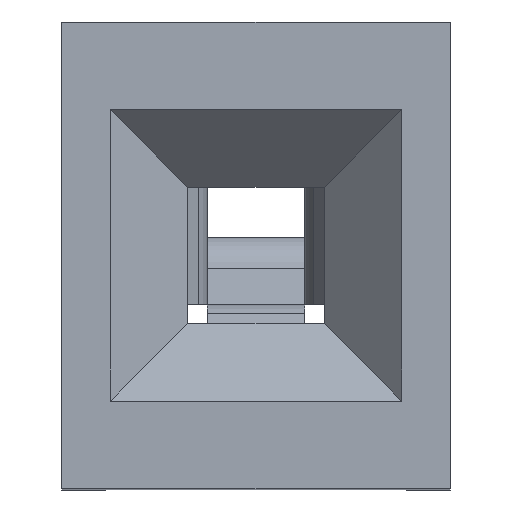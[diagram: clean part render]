
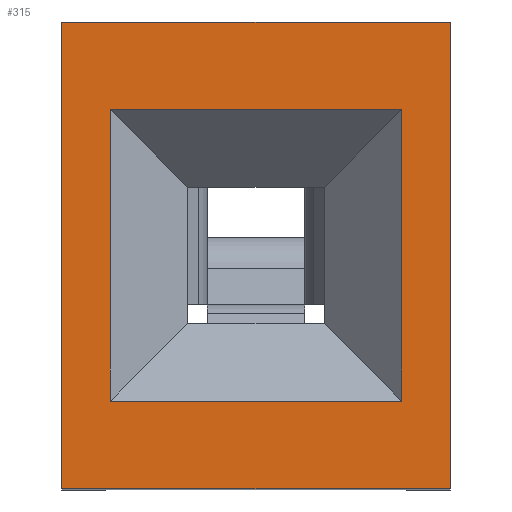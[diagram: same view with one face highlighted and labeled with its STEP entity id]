
A CAD part, top view. The second image highlights one B-rep face of the part: STEP entity #315.
In plain terms, the highlighted planar face has unit normal (0, 0, 1).
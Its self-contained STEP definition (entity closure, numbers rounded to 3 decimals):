
#315=ADVANCED_FACE('',(#1096,#1098),#1100,.T.);
#1096=FACE_BOUND('',#1097,.T.);
#1097=EDGE_LOOP('',(#1683,#1684,#1685,#1686));
#1098=FACE_BOUND('',#1099,.T.);
#1099=EDGE_LOOP('',(#1687,#1688,#1689,#1690));
#1100=PLANE('',#1101);
#1101=AXIS2_PLACEMENT_3D('',#1102,#1103,#1104);
#1102=CARTESIAN_POINT('',(0.,0.,4.3));
#1103=DIRECTION('',(0.,0.,1.));
#1104=DIRECTION('',(1.,0.,0.));
#1683=ORIENTED_EDGE('',*,*,#2090,.T.);
#1684=ORIENTED_EDGE('',*,*,#2077,.T.);
#1685=ORIENTED_EDGE('',*,*,#2092,.T.);
#1686=ORIENTED_EDGE('',*,*,#2071,.T.);
#1687=ORIENTED_EDGE('',*,*,#2093,.T.);
#1688=ORIENTED_EDGE('',*,*,#2094,.T.);
#1689=ORIENTED_EDGE('',*,*,#2095,.T.);
#1690=ORIENTED_EDGE('',*,*,#2096,.T.);
#2071=EDGE_CURVE('',#2347,#2345,#2348,.T.);
#2077=EDGE_CURVE('',#2355,#2353,#2356,.T.);
#2090=EDGE_CURVE('',#2345,#2355,#2373,.T.);
#2092=EDGE_CURVE('',#2353,#2347,#2375,.T.);
#2093=EDGE_CURVE('',#2376,#2377,#2378,.F.);
#2094=EDGE_CURVE('',#2377,#2379,#2380,.F.);
#2095=EDGE_CURVE('',#2379,#2381,#2382,.F.);
#2096=EDGE_CURVE('',#2381,#2376,#2383,.F.);
#2345=VERTEX_POINT('',#2824);
#2347=VERTEX_POINT('',#2828);
#2348=LINE('',#2829,#2830);
#2353=VERTEX_POINT('',#2844);
#2355=VERTEX_POINT('',#2848);
#2356=LINE('',#2849,#2850);
#2373=LINE('',#2892,#2893);
#2375=LINE('',#2898,#2899);
#2376=VERTEX_POINT('',#2901);
#2377=VERTEX_POINT('',#2902);
#2378=LINE('',#2903,#2904);
#2379=VERTEX_POINT('',#2906);
#2380=LINE('',#2907,#2908);
#2381=VERTEX_POINT('',#2910);
#2382=LINE('',#2911,#2912);
#2383=LINE('',#2914,#2915);
#2824=CARTESIAN_POINT('',(1.,1.2,4.3));
#2828=CARTESIAN_POINT('',(1.,-1.2,4.3));
#2829=CARTESIAN_POINT('',(1.,-1.2,4.3));
#2830=VECTOR('',#2831,1.);
#2831=DIRECTION('',(0.,1.,0.));
#2844=CARTESIAN_POINT('',(-1.,-1.2,4.3));
#2848=CARTESIAN_POINT('',(-1.,1.2,4.3));
#2849=CARTESIAN_POINT('',(-1.,1.2,4.3));
#2850=VECTOR('',#2851,1.);
#2851=DIRECTION('',(0.,-1.,0.));
#2892=CARTESIAN_POINT('',(1.,1.2,4.3));
#2893=VECTOR('',#2894,1.);
#2894=DIRECTION('',(-1.,0.,0.));
#2898=CARTESIAN_POINT('',(-1.,-1.2,4.3));
#2899=VECTOR('',#2900,1.);
#2900=DIRECTION('',(1.,0.,0.));
#2901=CARTESIAN_POINT('',(-0.75,0.75,4.3));
#2902=CARTESIAN_POINT('',(0.75,0.75,4.3));
#2903=CARTESIAN_POINT('',(0.75,0.75,4.3));
#2904=VECTOR('',#2905,1.);
#2905=DIRECTION('',(-1.,0.,0.));
#2906=CARTESIAN_POINT('',(0.75,-0.75,4.3));
#2907=CARTESIAN_POINT('',(0.75,-0.75,4.3));
#2908=VECTOR('',#2909,1.);
#2909=DIRECTION('',(0.,1.,0.));
#2910=CARTESIAN_POINT('',(-0.75,-0.75,4.3));
#2911=CARTESIAN_POINT('',(-0.75,-0.75,4.3));
#2912=VECTOR('',#2913,1.);
#2913=DIRECTION('',(1.,0.,0.));
#2914=CARTESIAN_POINT('',(-0.75,0.75,4.3));
#2915=VECTOR('',#2916,1.);
#2916=DIRECTION('',(0.,-1.,0.));
